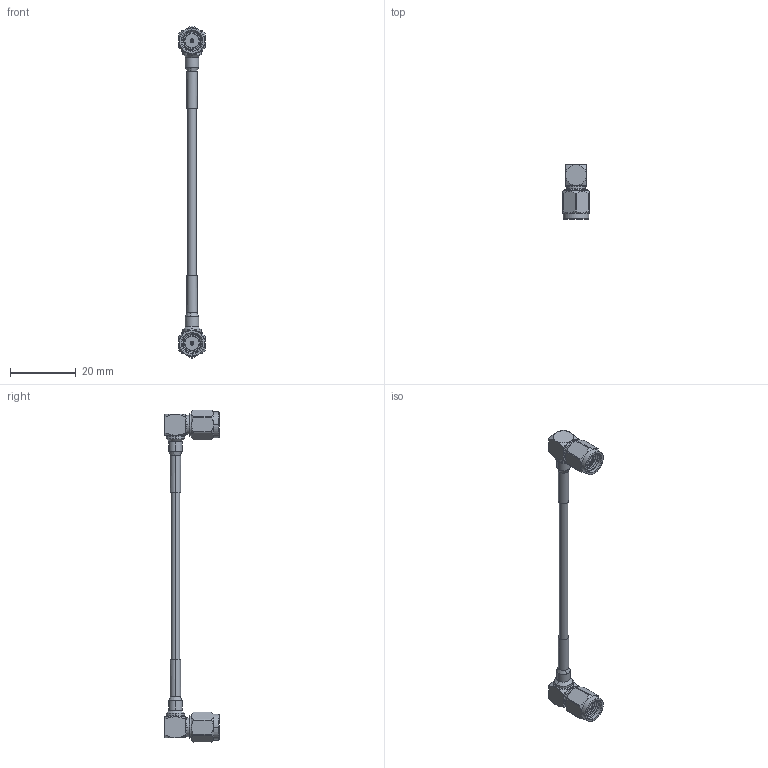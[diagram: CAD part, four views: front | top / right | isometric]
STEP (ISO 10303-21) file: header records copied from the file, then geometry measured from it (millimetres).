
FILE_DESCRIPTION (( 'STEP AP203' ), '1' );
FILE_NAME ('FMC0404085LF.step', '2018-12-13T23:12:26', ( '' ), ( '' ), 'SwSTEP 2.0', 'SolidWorks 2017', '' );
FILE_SCHEMA (( 'CONFIG_CONTROL_DESIGN' ));
Length unit declared in the file: inch
Products named in the file (4): SC7027; Coax Cable_FM-F086; HeatShrink^FMC0404085LF; FMC0404085LF
Assembly tree (4 placements, depth 2):
  FMC0404085LF
    Coax Cable_FM-F086
    SC7027  x2
    HeatShrink^FMC0404085LF
Bounding box: 8 x 16.5 x 101.29 mm (x, y, z)
Volume: 2092.3 mm3; surface area: 2706.5 mm2
Topology: 7 solids, 7 shells, 624 faces, 1704 edges, 1116 vertices
Faces by surface type: plane 256, cylinder 194, cone 156, bspline 10, torus 8
Entity records: 12174 total; most frequent: CARTESIAN_POINT 3769, ORIENTED_EDGE 1746, DIRECTION 1599, EDGE_CURVE 873, AXIS2_PLACEMENT_3D 582, VERTEX_POINT 572, LINE 435, VECTOR 435
